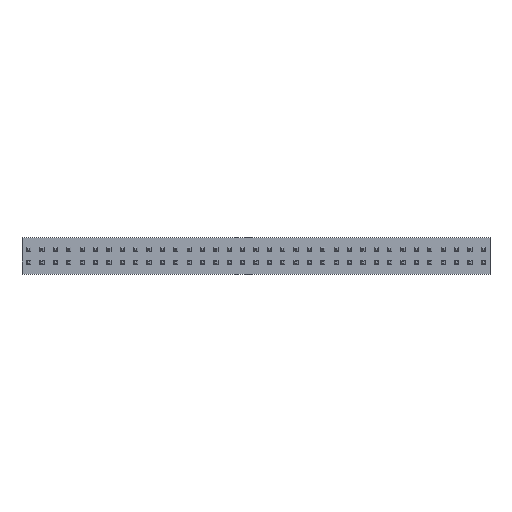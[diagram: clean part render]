
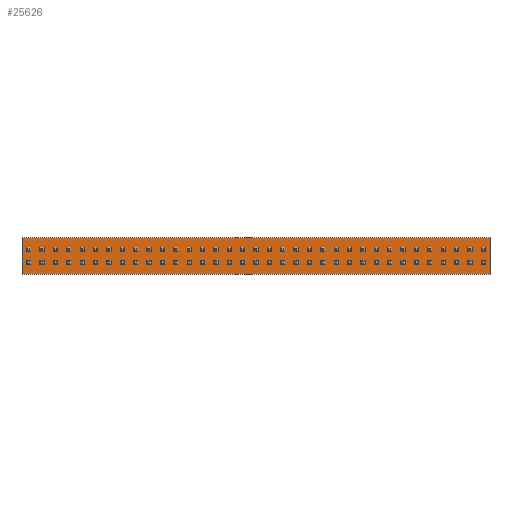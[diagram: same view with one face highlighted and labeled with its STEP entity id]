
A CAD part, top view. The second image highlights one B-rep face of the part: STEP entity #25626.
In plain terms, the highlighted face is planar.
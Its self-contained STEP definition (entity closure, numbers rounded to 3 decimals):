
#25494 = EDGE_CURVE('',#25495,#25497,#25499,.T.);
#25495 = VERTEX_POINT('',#25496);
#25496 = CARTESIAN_POINT('',(-22.225,1.778,-1.715));
#25497 = VERTEX_POINT('',#25498);
#25498 = CARTESIAN_POINT('',(-22.225,1.778,1.715));
#25499 = LINE('',#25500,#25501);
#25500 = CARTESIAN_POINT('',(-22.225,1.778,-1.715));
#25501 = VECTOR('',#25502,1.);
#25502 = DIRECTION('',(0.,0.,1.));
#25534 = EDGE_CURVE('',#25497,#25535,#25537,.T.);
#25535 = VERTEX_POINT('',#25536);
#25536 = CARTESIAN_POINT('',(22.225,1.778,1.715));
#25537 = LINE('',#25538,#25539);
#25538 = CARTESIAN_POINT('',(-22.225,1.778,1.715));
#25539 = VECTOR('',#25540,1.);
#25540 = DIRECTION('',(1.,0.,0.));
#25565 = EDGE_CURVE('',#25535,#25566,#25568,.T.);
#25566 = VERTEX_POINT('',#25567);
#25567 = CARTESIAN_POINT('',(22.225,1.778,-1.715));
#25568 = LINE('',#25569,#25570);
#25569 = CARTESIAN_POINT('',(22.225,1.778,1.715));
#25570 = VECTOR('',#25571,1.);
#25571 = DIRECTION('',(0.,0.,-1.));
#25596 = EDGE_CURVE('',#25566,#25495,#25597,.T.);
#25597 = LINE('',#25598,#25599);
#25598 = CARTESIAN_POINT('',(22.225,1.778,-1.715));
#25599 = VECTOR('',#25600,1.);
#25600 = DIRECTION('',(-1.,0.,0.));
#25626 = ADVANCED_FACE('',(#25627),#25633,.T.);
#25627 = FACE_BOUND('',#25628,.T.);
#25628 = EDGE_LOOP('',(#25629,#25630,#25631,#25632));
#25629 = ORIENTED_EDGE('',*,*,#25494,.T.);
#25630 = ORIENTED_EDGE('',*,*,#25534,.T.);
#25631 = ORIENTED_EDGE('',*,*,#25565,.T.);
#25632 = ORIENTED_EDGE('',*,*,#25596,.T.);
#25633 = PLANE('',#25634);
#25634 = AXIS2_PLACEMENT_3D('',#25635,#25636,#25637);
#25635 = CARTESIAN_POINT('',(0.,1.778,0.));
#25636 = DIRECTION('',(0.,1.,0.));
#25637 = DIRECTION('',(0.,-0.,1.));
